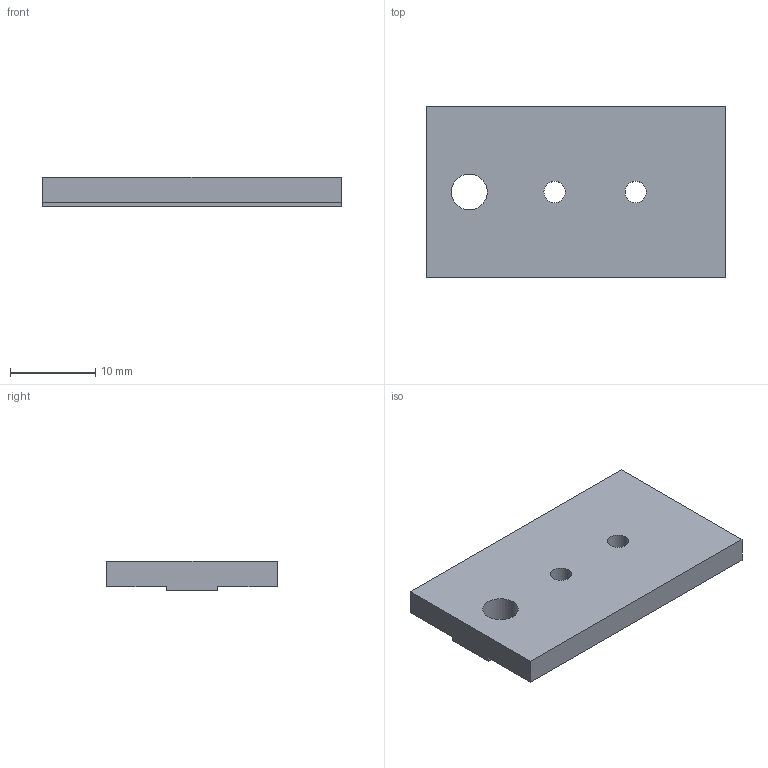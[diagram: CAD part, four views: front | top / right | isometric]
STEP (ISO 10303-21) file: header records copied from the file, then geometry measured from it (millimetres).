
FILE_DESCRIPTION(/* description */ (''),/* implementation_level */ '2;1');
FILE_NAME(/* name */ 'Limit switch x2 needed.step',/* time_stamp */ '2023-08-18T11:29:00+02:00',/* author */ (''),/* organization */ (''),/* preprocessor_version */ 'ST-DEVELOPER v20',/* originating_system */ 'Autodesk Translation Framework v12.9.0.99',/* authorisation */ '');
FILE_SCHEMA (('AUTOMOTIVE_DESIGN { 1 0 10303 214 3 1 1 }'));
Length unit declared in the file: millimetre
Products named in the file (2): DiyActivePedal; Limit switch mount 1
Assembly tree (1 placements, depth 2):
  DiyActivePedal
    Limit switch mount 1
Bounding box: 35 x 20 x 3.5 mm (x, y, z)
Volume: 2122.1 mm3; surface area: 1824.8 mm2
Topology: 1 solids, 1 shells, 13 faces, 33 edges, 22 vertices
Faces by surface type: plane 10, cylinder 3
Full cylindrical faces by diameter (mm): 2.5 x2, 4.2 x1
Entity records: 465 total; most frequent: DIRECTION 71, CARTESIAN_POINT 71, ORIENTED_EDGE 66, EDGE_CURVE 33, LINE 27, VECTOR 27, VERTEX_POINT 22, AXIS2_PLACEMENT_3D 22
